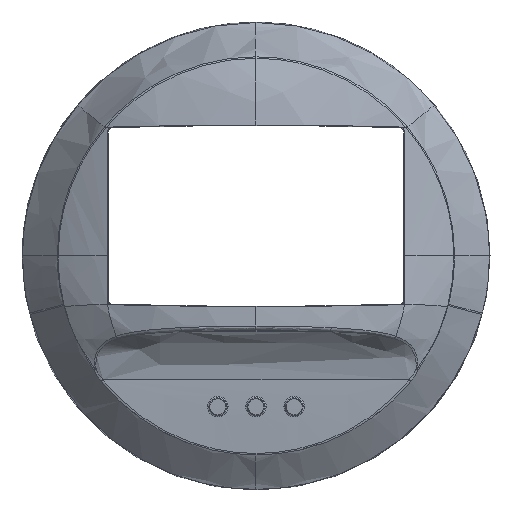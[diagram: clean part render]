
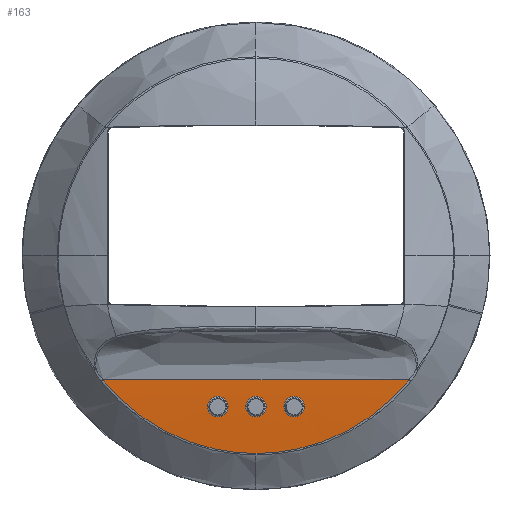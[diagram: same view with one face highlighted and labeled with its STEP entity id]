
A CAD part, top view. The second image highlights one B-rep face of the part: STEP entity #163.
In plain terms, the highlighted face is a extrusion surface.
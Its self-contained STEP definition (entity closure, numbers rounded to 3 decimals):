
#32=CARTESIAN_POINT('Control Point',(0.,-13.973,12.243)) ;
#33=CARTESIAN_POINT('Control Point',(0.,-15.632,12.112)) ;
#34=CARTESIAN_POINT('Control Point',(0.,-17.291,11.961)) ;
#35=CARTESIAN_POINT('Control Point',(0.,-18.949,11.79)) ;
#36=CARTESIAN_POINT('Control Point',(0.,-20.606,11.6)) ;
#37=CARTESIAN_POINT('Control Point',(0.,-22.263,11.39)) ;
#41=CARTESIAN_POINT('Line Origine',(0.,-13.973,12.243)) ;
#45=CARTESIAN_POINT('Vertex',(17.246,-13.973,12.243)) ;
#47=CARTESIAN_POINT('Vertex',(-17.246,-13.973,12.243)) ;
#51=CARTESIAN_POINT('Control Point',(-17.246,-13.973,12.243)) ;
#52=CARTESIAN_POINT('Control Point',(-14.772,-17.056,11.999)) ;
#53=CARTESIAN_POINT('Control Point',(-11.615,-19.59,11.73)) ;
#54=CARTESIAN_POINT('Control Point',(-7.924,-21.373,11.503)) ;
#55=CARTESIAN_POINT('Control Point',(-3.962,-22.263,11.39)) ;
#56=CARTESIAN_POINT('Control Point',(0.,-22.263,11.39)) ;
#57=CARTESIAN_POINT('Vertex',(0.,-22.263,11.39)) ;
#61=CARTESIAN_POINT('Control Point',(17.246,-13.973,12.243)) ;
#62=CARTESIAN_POINT('Control Point',(14.772,-17.056,11.999)) ;
#63=CARTESIAN_POINT('Control Point',(11.614,-19.591,11.73)) ;
#64=CARTESIAN_POINT('Control Point',(7.924,-21.373,11.503)) ;
#65=CARTESIAN_POINT('Control Point',(3.962,-22.263,11.39)) ;
#66=CARTESIAN_POINT('Control Point',(0.,-22.263,11.39)) ;
#74=CARTESIAN_POINT('Control Point',(-3.15,-16.986,11.979)) ;
#75=CARTESIAN_POINT('Control Point',(-3.15,-16.654,12.01)) ;
#76=CARTESIAN_POINT('Control Point',(-3.27,-16.322,12.042)) ;
#77=CARTESIAN_POINT('Control Point',(-3.51,-16.048,12.066)) ;
#78=CARTESIAN_POINT('Control Point',(-4.196,-15.698,12.098)) ;
#79=CARTESIAN_POINT('Control Point',(-4.953,-15.913,12.079)) ;
#80=CARTESIAN_POINT('Control Point',(-5.285,-16.208,12.052)) ;
#81=CARTESIAN_POINT('Control Point',(-5.45,-16.597,12.016)) ;
#82=CARTESIAN_POINT('Control Point',(-5.45,-16.986,11.979)) ;
#83=CARTESIAN_POINT('Vertex',(-5.45,-16.986,11.979)) ;
#85=CARTESIAN_POINT('Vertex',(-3.15,-16.986,11.979)) ;
#89=CARTESIAN_POINT('Control Point',(-5.45,-16.986,11.979)) ;
#90=CARTESIAN_POINT('Control Point',(-5.45,-17.346,11.944)) ;
#91=CARTESIAN_POINT('Control Point',(-5.309,-17.706,11.908)) ;
#92=CARTESIAN_POINT('Control Point',(-5.024,-17.992,11.879)) ;
#93=CARTESIAN_POINT('Control Point',(-4.3,-18.277,11.849)) ;
#94=CARTESIAN_POINT('Control Point',(-3.576,-17.992,11.879)) ;
#95=CARTESIAN_POINT('Control Point',(-3.291,-17.706,11.908)) ;
#96=CARTESIAN_POINT('Control Point',(-3.15,-17.346,11.944)) ;
#97=CARTESIAN_POINT('Control Point',(-3.15,-16.986,11.979)) ;
#104=CARTESIAN_POINT('Control Point',(1.15,-16.986,11.979)) ;
#105=CARTESIAN_POINT('Control Point',(1.15,-16.654,12.01)) ;
#106=CARTESIAN_POINT('Control Point',(1.03,-16.322,12.042)) ;
#107=CARTESIAN_POINT('Control Point',(0.79,-16.048,12.066)) ;
#108=CARTESIAN_POINT('Control Point',(0.104,-15.698,12.098)) ;
#109=CARTESIAN_POINT('Control Point',(-0.653,-15.913,12.079)) ;
#110=CARTESIAN_POINT('Control Point',(-0.985,-16.208,12.052)) ;
#111=CARTESIAN_POINT('Control Point',(-1.15,-16.597,12.016)) ;
#112=CARTESIAN_POINT('Control Point',(-1.15,-16.986,11.979)) ;
#113=CARTESIAN_POINT('Vertex',(-1.15,-16.986,11.979)) ;
#115=CARTESIAN_POINT('Vertex',(1.15,-16.986,11.979)) ;
#119=CARTESIAN_POINT('Control Point',(-1.15,-16.986,11.979)) ;
#120=CARTESIAN_POINT('Control Point',(-1.15,-17.346,11.944)) ;
#121=CARTESIAN_POINT('Control Point',(-1.009,-17.706,11.908)) ;
#122=CARTESIAN_POINT('Control Point',(-0.724,-17.992,11.879)) ;
#123=CARTESIAN_POINT('Control Point',(0.,-18.277,11.849)) ;
#124=CARTESIAN_POINT('Control Point',(0.724,-17.992,11.879)) ;
#125=CARTESIAN_POINT('Control Point',(1.009,-17.706,11.908)) ;
#126=CARTESIAN_POINT('Control Point',(1.15,-17.346,11.944)) ;
#127=CARTESIAN_POINT('Control Point',(1.15,-16.986,11.979)) ;
#134=CARTESIAN_POINT('Control Point',(5.45,-16.986,11.979)) ;
#135=CARTESIAN_POINT('Control Point',(5.45,-16.654,12.01)) ;
#136=CARTESIAN_POINT('Control Point',(5.33,-16.322,12.042)) ;
#137=CARTESIAN_POINT('Control Point',(5.09,-16.048,12.066)) ;
#138=CARTESIAN_POINT('Control Point',(4.404,-15.698,12.098)) ;
#139=CARTESIAN_POINT('Control Point',(3.647,-15.913,12.079)) ;
#140=CARTESIAN_POINT('Control Point',(3.315,-16.208,12.052)) ;
#141=CARTESIAN_POINT('Control Point',(3.15,-16.597,12.016)) ;
#142=CARTESIAN_POINT('Control Point',(3.15,-16.986,11.979)) ;
#143=CARTESIAN_POINT('Vertex',(3.15,-16.986,11.979)) ;
#145=CARTESIAN_POINT('Vertex',(5.45,-16.986,11.979)) ;
#149=CARTESIAN_POINT('Control Point',(3.15,-16.986,11.979)) ;
#150=CARTESIAN_POINT('Control Point',(3.15,-17.346,11.944)) ;
#151=CARTESIAN_POINT('Control Point',(3.291,-17.706,11.908)) ;
#152=CARTESIAN_POINT('Control Point',(3.576,-17.992,11.879)) ;
#153=CARTESIAN_POINT('Control Point',(4.3,-18.277,11.849)) ;
#154=CARTESIAN_POINT('Control Point',(5.024,-17.992,11.879)) ;
#155=CARTESIAN_POINT('Control Point',(5.309,-17.706,11.908)) ;
#156=CARTESIAN_POINT('Control Point',(5.45,-17.346,11.944)) ;
#157=CARTESIAN_POINT('Control Point',(5.45,-16.986,11.979)) ;
#38=DIRECTION('Vector Direction',(1.,0.,0.)) ;
#42=DIRECTION('Vector Direction',(1.,0.,0.)) ;
#39=VECTOR('Extrusion Surface Vector',#38,1.) ;
#43=VECTOR('Line Direction',#42,1.) ;
#69=ORIENTED_EDGE('',*,*,#49,.T.) ;
#70=ORIENTED_EDGE('',*,*,#59,.F.) ;
#71=ORIENTED_EDGE('',*,*,#67,.F.) ;
#100=ORIENTED_EDGE('',*,*,#87,.T.) ;
#101=ORIENTED_EDGE('',*,*,#98,.T.) ;
#130=ORIENTED_EDGE('',*,*,#117,.T.) ;
#131=ORIENTED_EDGE('',*,*,#128,.T.) ;
#160=ORIENTED_EDGE('',*,*,#147,.T.) ;
#161=ORIENTED_EDGE('',*,*,#158,.T.) ;
#102=FACE_BOUND('',#99,.T.) ;
#132=FACE_BOUND('',#129,.T.) ;
#162=FACE_BOUND('',#159,.T.) ;
#163=ADVANCED_FACE('ED04857_A .1\\Corps principal',(#72,#102,#132,#162),#40,.T.) ;
#31=B_SPLINE_CURVE_WITH_KNOTS('',5,(#32,#33,#34,#35,#36,#37),.UNSPECIFIED.,.F.,.U.,(6,6),(13.991,22.309),.UNSPECIFIED.) ;
#50=B_SPLINE_CURVE_WITH_KNOTS('',5,(#51,#52,#53,#54,#55,#56),.UNSPECIFIED.,.F.,.U.,(6,6),(22.837,52.206),.UNSPECIFIED.) ;
#60=B_SPLINE_CURVE_WITH_KNOTS('',5,(#61,#62,#63,#64,#65,#66),.UNSPECIFIED.,.F.,.U.,(6,6),(22.837,52.205),.UNSPECIFIED.) ;
#73=B_SPLINE_CURVE_WITH_KNOTS('',5,(#74,#75,#76,#77,#78,#79,#80,#81,#82),.UNSPECIFIED.,.F.,.U.,(6,3,6),(0.,2.208,4.797),.UNSPECIFIED.) ;
#88=B_SPLINE_CURVE_WITH_KNOTS('',5,(#89,#90,#91,#92,#93,#94,#95,#96,#97),.UNSPECIFIED.,.F.,.U.,(6,3,6),(4.797,7.196,9.594),.UNSPECIFIED.) ;
#103=B_SPLINE_CURVE_WITH_KNOTS('',5,(#104,#105,#106,#107,#108,#109,#110,#111,#112),.UNSPECIFIED.,.F.,.U.,(6,3,6),(0.,2.208,4.797),.UNSPECIFIED.) ;
#118=B_SPLINE_CURVE_WITH_KNOTS('',5,(#119,#120,#121,#122,#123,#124,#125,#126,#127),.UNSPECIFIED.,.F.,.U.,(6,3,6),(4.797,7.196,9.594),.UNSPECIFIED.) ;
#133=B_SPLINE_CURVE_WITH_KNOTS('',5,(#134,#135,#136,#137,#138,#139,#140,#141,#142),.UNSPECIFIED.,.F.,.U.,(6,3,6),(0.,2.208,4.797),.UNSPECIFIED.) ;
#148=B_SPLINE_CURVE_WITH_KNOTS('',5,(#149,#150,#151,#152,#153,#154,#155,#156,#157),.UNSPECIFIED.,.F.,.U.,(6,3,6),(4.797,7.196,9.594),.UNSPECIFIED.) ;
#49=EDGE_CURVE('',#46,#48,#44,.F.) ;
#59=EDGE_CURVE('',#58,#48,#50,.F.) ;
#67=EDGE_CURVE('',#46,#58,#60,.T.) ;
#87=EDGE_CURVE('',#84,#86,#73,.F.) ;
#98=EDGE_CURVE('',#86,#84,#88,.F.) ;
#117=EDGE_CURVE('',#114,#116,#103,.F.) ;
#128=EDGE_CURVE('',#116,#114,#118,.F.) ;
#147=EDGE_CURVE('',#144,#146,#133,.F.) ;
#158=EDGE_CURVE('',#146,#144,#148,.F.) ;
#68=EDGE_LOOP('',(#69,#70,#71)) ;
#99=EDGE_LOOP('',(#100,#101)) ;
#129=EDGE_LOOP('',(#130,#131)) ;
#159=EDGE_LOOP('',(#160,#161)) ;
#72=FACE_OUTER_BOUND('',#68,.T.) ;
#44=LINE('Line',#41,#43) ;
#40=SURFACE_OF_LINEAR_EXTRUSION('generated tabulated cylinder',#31,#39) ;
#46=VERTEX_POINT('',#45) ;
#48=VERTEX_POINT('',#47) ;
#58=VERTEX_POINT('',#57) ;
#84=VERTEX_POINT('',#83) ;
#86=VERTEX_POINT('',#85) ;
#114=VERTEX_POINT('',#113) ;
#116=VERTEX_POINT('',#115) ;
#144=VERTEX_POINT('',#143) ;
#146=VERTEX_POINT('',#145) ;
